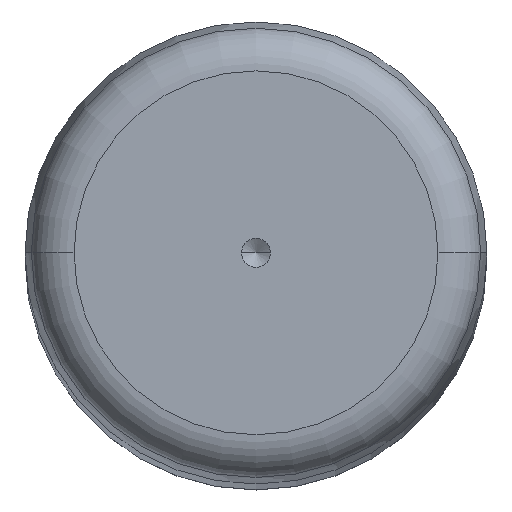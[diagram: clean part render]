
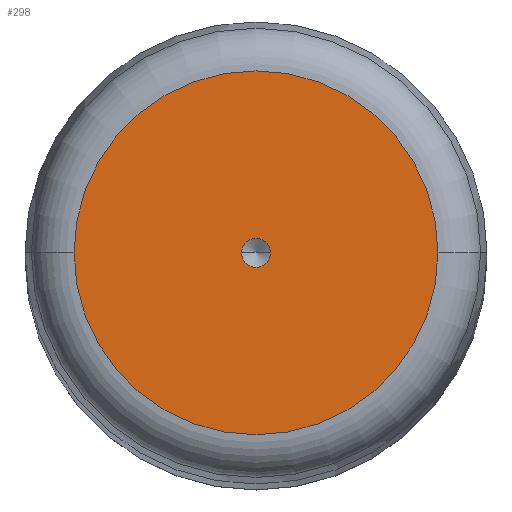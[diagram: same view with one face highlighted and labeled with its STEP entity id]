
A CAD part, top view. The second image highlights one B-rep face of the part: STEP entity #298.
In plain terms, the highlighted planar face has unit normal (0, 0, 1).
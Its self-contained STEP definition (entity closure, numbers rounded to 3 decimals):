
#13 = PLANE ( 'NONE',  #383 ) ;
#21 = DIRECTION ( 'NONE',  ( 1., 0., 0. ) ) ;
#51 = CARTESIAN_POINT ( 'NONE',  ( 1., 0., 250. ) ) ;
#53 = CIRCLE ( 'NONE', #108, 12.604 ) ;
#83 = EDGE_LOOP ( 'NONE', ( #84, #577 ) ) ;
#84 = ORIENTED_EDGE ( 'NONE', *, *, #154, .T. ) ;
#108 = AXIS2_PLACEMENT_3D ( 'NONE', #348, #148, #519 ) ;
#125 = CARTESIAN_POINT ( 'NONE',  ( 0., 0., 250. ) ) ;
#126 = EDGE_CURVE ( 'NONE', #586, #135, #338, .T. ) ;
#133 = AXIS2_PLACEMENT_3D ( 'NONE', #424, #420, #21 ) ;
#135 = VERTEX_POINT ( 'NONE', #51 ) ;
#148 = DIRECTION ( 'NONE',  ( 0., 0., 1. ) ) ;
#151 = CARTESIAN_POINT ( 'NONE',  ( -1., 0., 250. ) ) ;
#154 = EDGE_CURVE ( 'NONE', #538, #375, #462, .T. ) ;
#163 = DIRECTION ( 'NONE',  ( 0., 0., 1. ) ) ;
#180 = ORIENTED_EDGE ( 'NONE', *, *, #212, .F. ) ;
#212 = EDGE_CURVE ( 'NONE', #135, #586, #328, .T. ) ;
#286 = EDGE_LOOP ( 'NONE', ( #180, #471 ) ) ;
#298 = ADVANCED_FACE ( 'NONE', ( #492, #596 ), #13, .T. ) ;
#328 = CIRCLE ( 'NONE', #442, 1. ) ;
#338 = CIRCLE ( 'NONE', #678, 1. ) ;
#348 = CARTESIAN_POINT ( 'NONE',  ( 0., 0., 250. ) ) ;
#357 = CARTESIAN_POINT ( 'NONE',  ( 12.604, 0., 250. ) ) ;
#372 = DIRECTION ( 'NONE',  ( 1., 0., 0. ) ) ;
#375 = VERTEX_POINT ( 'NONE', #391 ) ;
#383 = AXIS2_PLACEMENT_3D ( 'NONE', #125, #431, #620 ) ;
#391 = CARTESIAN_POINT ( 'NONE',  ( -12.604, 0., 250. ) ) ;
#420 = DIRECTION ( 'NONE',  ( 0., 0., 1. ) ) ;
#424 = CARTESIAN_POINT ( 'NONE',  ( 0., 0., 250. ) ) ;
#431 = DIRECTION ( 'NONE',  ( 0., 0., 1. ) ) ;
#442 = AXIS2_PLACEMENT_3D ( 'NONE', #476, #163, #372 ) ;
#462 = CIRCLE ( 'NONE', #133, 12.604 ) ;
#471 = ORIENTED_EDGE ( 'NONE', *, *, #126, .F. ) ;
#476 = CARTESIAN_POINT ( 'NONE',  ( 0., 0., 250. ) ) ;
#492 = FACE_BOUND ( 'NONE', #286, .T. ) ;
#519 = DIRECTION ( 'NONE',  ( 1., 0., 0. ) ) ;
#521 = DIRECTION ( 'NONE',  ( 0., 0., 1. ) ) ;
#538 = VERTEX_POINT ( 'NONE', #357 ) ;
#567 = EDGE_CURVE ( 'NONE', #375, #538, #53, .T. ) ;
#577 = ORIENTED_EDGE ( 'NONE', *, *, #567, .T. ) ;
#586 = VERTEX_POINT ( 'NONE', #151 ) ;
#596 = FACE_OUTER_BOUND ( 'NONE', #83, .T. ) ;
#616 = CARTESIAN_POINT ( 'NONE',  ( 0., 0., 250. ) ) ;
#620 = DIRECTION ( 'NONE',  ( 1., 0., 0. ) ) ;
#672 = DIRECTION ( 'NONE',  ( 1., 0., 0. ) ) ;
#678 = AXIS2_PLACEMENT_3D ( 'NONE', #616, #521, #672 ) ;
